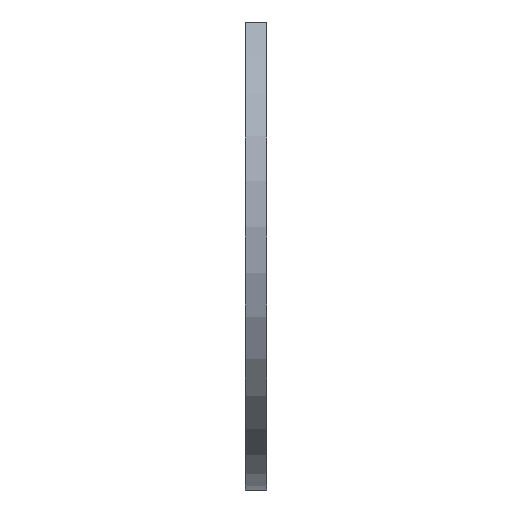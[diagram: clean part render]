
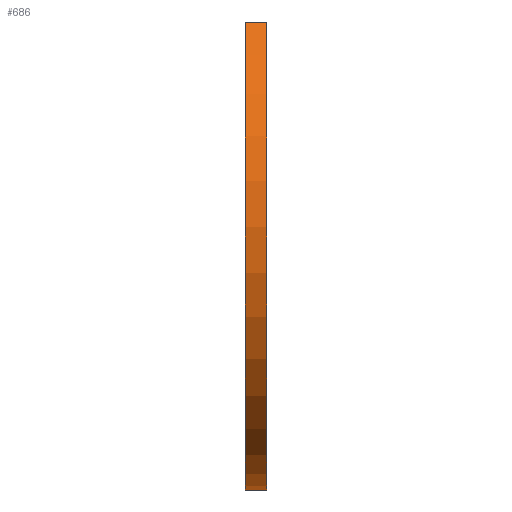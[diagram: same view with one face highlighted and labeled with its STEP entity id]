
A CAD part, front view. The second image highlights one B-rep face of the part: STEP entity #686.
In plain terms, the highlighted cylindrical face has radius 7.475 mm (diameter 14.95 mm), a partial arc.
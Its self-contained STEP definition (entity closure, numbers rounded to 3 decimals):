
#16 = AXIS2_PLACEMENT_3D ( 'NONE', #139, #696, #759 ) ;
#58 = DIRECTION ( 'NONE',  ( 1., 0., 0. ) ) ;
#78 = EDGE_CURVE ( 'NONE', #145, #562, #188, .T. ) ;
#95 = ORIENTED_EDGE ( 'NONE', *, *, #682, .F. ) ;
#113 = LINE ( 'NONE', #644, #692 ) ;
#122 = CARTESIAN_POINT ( 'NONE',  ( -0.3, 4.944, 5.606 ) ) ;
#133 = ORIENTED_EDGE ( 'NONE', *, *, #199, .F. ) ;
#139 = CARTESIAN_POINT ( 'NONE',  ( 0.3, 0., 0. ) ) ;
#145 = VERTEX_POINT ( 'NONE', #776 ) ;
#167 = CIRCLE ( 'NONE', #438, 7.475 ) ;
#186 = CIRCLE ( 'NONE', #785, 7.475 ) ;
#188 = LINE ( 'NONE', #632, #330 ) ;
#199 = EDGE_CURVE ( 'NONE', #614, #333, #113, .T. ) ;
#200 = ORIENTED_EDGE ( 'NONE', *, *, #78, .T. ) ;
#271 = DIRECTION ( 'NONE',  ( 0., 0., -1. ) ) ;
#284 = CARTESIAN_POINT ( 'NONE',  ( 0.3, 4.944, 5.606 ) ) ;
#312 = ORIENTED_EDGE ( 'NONE', *, *, #445, .T. ) ;
#330 = VECTOR ( 'NONE', #590, 1000. ) ;
#333 = VERTEX_POINT ( 'NONE', #122 ) ;
#438 = AXIS2_PLACEMENT_3D ( 'NONE', #502, #564, #271 ) ;
#445 = EDGE_CURVE ( 'NONE', #562, #333, #186, .T. ) ;
#461 = FACE_OUTER_BOUND ( 'NONE', #504, .T. ) ;
#481 = DIRECTION ( 'NONE',  ( 0., 0., -1. ) ) ;
#502 = CARTESIAN_POINT ( 'NONE',  ( 0.3, 0., 0. ) ) ;
#504 = EDGE_LOOP ( 'NONE', ( #312, #133, #95, #200 ) ) ;
#548 = CARTESIAN_POINT ( 'NONE',  ( -0.3, -4.944, 5.606 ) ) ;
#562 = VERTEX_POINT ( 'NONE', #548 ) ;
#564 = DIRECTION ( 'NONE',  ( 1., 0., 0. ) ) ;
#590 = DIRECTION ( 'NONE',  ( -1., 0., 0. ) ) ;
#601 = CYLINDRICAL_SURFACE ( 'NONE', #16, 7.475 ) ;
#614 = VERTEX_POINT ( 'NONE', #284 ) ;
#632 = CARTESIAN_POINT ( 'NONE',  ( 0.3, -4.944, 5.606 ) ) ;
#644 = CARTESIAN_POINT ( 'NONE',  ( 0.3, 4.944, 5.606 ) ) ;
#647 = DIRECTION ( 'NONE',  ( -1., 0., 0. ) ) ;
#682 = EDGE_CURVE ( 'NONE', #145, #614, #167, .T. ) ;
#686 = ADVANCED_FACE ( 'NONE', ( #461 ), #601, .T. ) ;
#692 = VECTOR ( 'NONE', #647, 1000. ) ;
#696 = DIRECTION ( 'NONE',  ( -1., 0., 0. ) ) ;
#759 = DIRECTION ( 'NONE',  ( 0., 0., 1. ) ) ;
#776 = CARTESIAN_POINT ( 'NONE',  ( 0.3, -4.944, 5.606 ) ) ;
#784 = CARTESIAN_POINT ( 'NONE',  ( -0.3, 0., 0. ) ) ;
#785 = AXIS2_PLACEMENT_3D ( 'NONE', #784, #58, #481 ) ;
